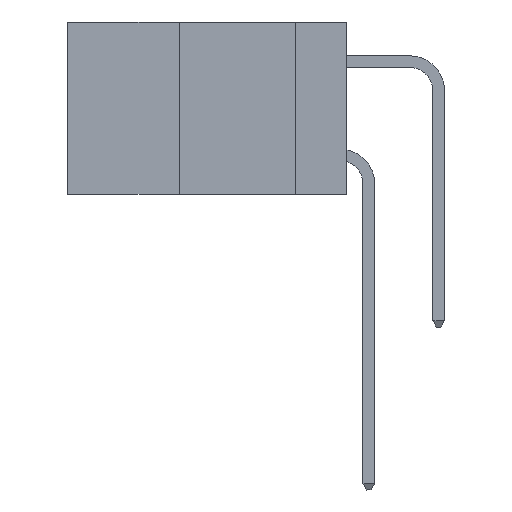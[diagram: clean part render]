
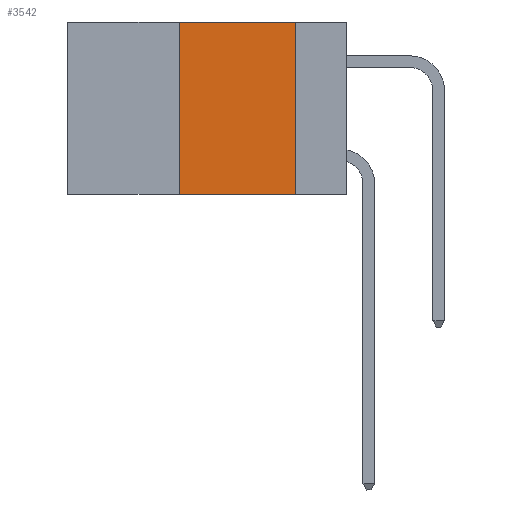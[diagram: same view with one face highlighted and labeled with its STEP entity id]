
A CAD part, left-side view. The second image highlights one B-rep face of the part: STEP entity #3542.
In plain terms, the highlighted planar face has unit normal (-1, 0, 0).
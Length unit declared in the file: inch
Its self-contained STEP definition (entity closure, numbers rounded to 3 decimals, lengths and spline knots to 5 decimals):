
#471 = CARTESIAN_POINT ( 'NONE',  ( 0., 0.36, 0. ) ) ;
#929 = ORIENTED_EDGE ( 'NONE', *, *, #5419, .F. ) ;
#2229 = CARTESIAN_POINT ( 'NONE',  ( 0., 0.36, 0. ) ) ;
#2595 = VECTOR ( 'NONE', #4315, 39.37008 ) ;
#3157 = AXIS2_PLACEMENT_3D ( 'NONE', #9891, #4299, #10812 ) ;
#3222 = EDGE_CURVE ( 'NONE', #11815, #6132, #5024, .T. ) ;
#3343 = CARTESIAN_POINT ( 'NONE',  ( 0., 0.11, -0.37 ) ) ;
#3542 = ADVANCED_FACE ( 'NONE', ( #10700 ), #9036, .F. ) ;
#3807 = VERTEX_POINT ( 'NONE', #5968 ) ;
#3887 = LINE ( 'NONE', #8157, #5738 ) ;
#4299 = DIRECTION ( 'NONE',  ( 1., 0., 0. ) ) ;
#4315 = DIRECTION ( 'NONE',  ( 0., 0., -1. ) ) ;
#4435 = ORIENTED_EDGE ( 'NONE', *, *, #10543, .F. ) ;
#4717 = ORIENTED_EDGE ( 'NONE', *, *, #3222, .F. ) ;
#5024 = LINE ( 'NONE', #9903, #2595 ) ;
#5419 = EDGE_CURVE ( 'NONE', #3807, #8398, #8887, .T. ) ;
#5490 = CARTESIAN_POINT ( 'NONE',  ( 0., 0.11, 0. ) ) ;
#5738 = VECTOR ( 'NONE', #12599, 39.37008 ) ;
#5968 = CARTESIAN_POINT ( 'NONE',  ( 0., 0.36, -0.37 ) ) ;
#5993 = VECTOR ( 'NONE', #6718, 39.37008 ) ;
#6132 = VERTEX_POINT ( 'NONE', #3343 ) ;
#6251 = ORIENTED_EDGE ( 'NONE', *, *, #12445, .T. ) ;
#6718 = DIRECTION ( 'NONE',  ( 0., 0., 1. ) ) ;
#6926 = VECTOR ( 'NONE', #12466, 39.37008 ) ;
#8157 = CARTESIAN_POINT ( 'NONE',  ( 0., 0.6, 0. ) ) ;
#8398 = VERTEX_POINT ( 'NONE', #2229 ) ;
#8887 = LINE ( 'NONE', #471, #5993 ) ;
#9036 = PLANE ( 'NONE',  #3157 ) ;
#9891 = CARTESIAN_POINT ( 'NONE',  ( 0., 0.6, 0. ) ) ;
#9903 = CARTESIAN_POINT ( 'NONE',  ( 0., 0.11, 0. ) ) ;
#9969 = EDGE_LOOP ( 'NONE', ( #4717, #4435, #929, #6251 ) ) ;
#10543 = EDGE_CURVE ( 'NONE', #8398, #11815, #3887, .T. ) ;
#10700 = FACE_OUTER_BOUND ( 'NONE', #9969, .T. ) ;
#10812 = DIRECTION ( 'NONE',  ( 0., 0., -1. ) ) ;
#11587 = CARTESIAN_POINT ( 'NONE',  ( 0., 0.6, -0.37 ) ) ;
#11815 = VERTEX_POINT ( 'NONE', #5490 ) ;
#12066 = LINE ( 'NONE', #11587, #6926 ) ;
#12445 = EDGE_CURVE ( 'NONE', #3807, #6132, #12066, .T. ) ;
#12466 = DIRECTION ( 'NONE',  ( 0., -1., 0. ) ) ;
#12599 = DIRECTION ( 'NONE',  ( 0., -1., 0. ) ) ;
